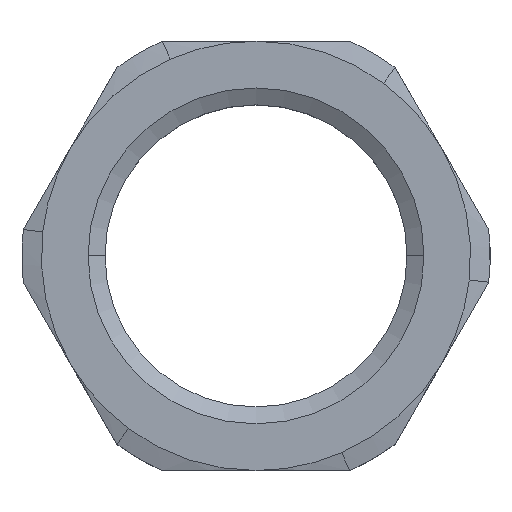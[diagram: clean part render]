
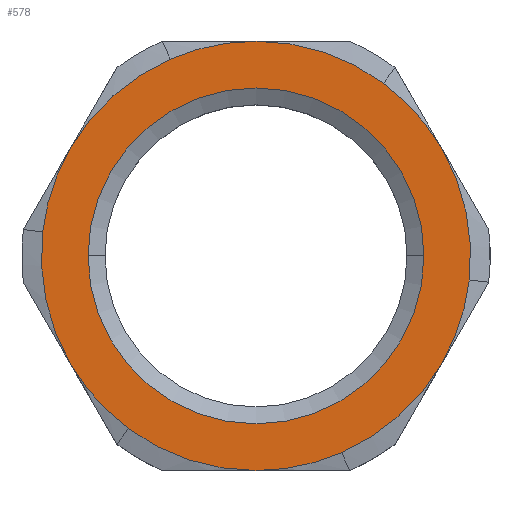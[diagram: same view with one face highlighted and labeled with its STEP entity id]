
A CAD part, top view. The second image highlights one B-rep face of the part: STEP entity #578.
In plain terms, the highlighted planar face has unit normal (0, 0, 1).
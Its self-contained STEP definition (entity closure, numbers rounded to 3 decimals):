
#3 = VERTEX_POINT ( 'NONE', #596 ) ;
#35 = VERTEX_POINT ( 'NONE', #1300 ) ;
#39 = DIRECTION ( 'NONE',  ( 0., 0., -1. ) ) ;
#47 = CARTESIAN_POINT ( 'NONE',  ( 0., 0., 5.7 ) ) ;
#77 = CARTESIAN_POINT ( 'NONE',  ( 6.534, 8.849, 5.7 ) ) ;
#81 = EDGE_CURVE ( 'NONE', #985, #35, #129, .T. ) ;
#84 = DIRECTION ( 'NONE',  ( 0., 0., -1. ) ) ;
#87 = DIRECTION ( 'NONE',  ( 0.994, -0.112, 0. ) ) ;
#88 = EDGE_LOOP ( 'NONE', ( #354, #1109, #438, #477, #390, #1212, #119, #435, #1216, #527, #1359, #1331 ) ) ;
#91 = CIRCLE ( 'NONE', #841, 11. ) ;
#95 = CARTESIAN_POINT ( 'NONE',  ( 0., 0., 5.7 ) ) ;
#101 = DIRECTION ( 'NONE',  ( 0.994, -0.112, 0. ) ) ;
#107 = DIRECTION ( 'NONE',  ( 0., 0., -1. ) ) ;
#119 = ORIENTED_EDGE ( 'NONE', *, *, #81, .F. ) ;
#124 = DIRECTION ( 'NONE',  ( 0.4, -0.917, 0. ) ) ;
#129 = CIRCLE ( 'NONE', #968, 11. ) ;
#145 = PLANE ( 'NONE',  #972 ) ;
#148 = DIRECTION ( 'NONE',  ( 0., 0., -1. ) ) ;
#186 = DIRECTION ( 'NONE',  ( 0.594, 0.804, 0. ) ) ;
#202 = CARTESIAN_POINT ( 'NONE',  ( 0., 0., 5.7 ) ) ;
#209 = CARTESIAN_POINT ( 'NONE',  ( 0., 0., 5.7 ) ) ;
#219 = CARTESIAN_POINT ( 'NONE',  ( 0., 0., 5.7 ) ) ;
#231 = AXIS2_PLACEMENT_3D ( 'NONE', #564, #107, #1132 ) ;
#233 = DIRECTION ( 'NONE',  ( 0., 0., -1. ) ) ;
#237 = CARTESIAN_POINT ( 'NONE',  ( 0., 0., 5.7 ) ) ;
#246 = VERTEX_POINT ( 'NONE', #1106 ) ;
#299 = AXIS2_PLACEMENT_3D ( 'NONE', #1096, #868, #783 ) ;
#301 = EDGE_CURVE ( 'NONE', #3, #246, #1349, .T. ) ;
#354 = ORIENTED_EDGE ( 'NONE', *, *, #1208, .F. ) ;
#383 = FACE_BOUND ( 'NONE', #864, .T. ) ;
#390 = ORIENTED_EDGE ( 'NONE', *, *, #1422, .F. ) ;
#391 = EDGE_CURVE ( 'NONE', #35, #1364, #1305, .T. ) ;
#416 = DIRECTION ( 'NONE',  ( -1., 0., 0. ) ) ;
#435 = ORIENTED_EDGE ( 'NONE', *, *, #450, .F. ) ;
#438 = ORIENTED_EDGE ( 'NONE', *, *, #717, .F. ) ;
#443 = CIRCLE ( 'NONE', #1272, 11. ) ;
#447 = AXIS2_PLACEMENT_3D ( 'NONE', #219, #673, #1013 ) ;
#450 = EDGE_CURVE ( 'NONE', #651, #985, #443, .T. ) ;
#462 = CIRCLE ( 'NONE', #919, 11. ) ;
#477 = ORIENTED_EDGE ( 'NONE', *, *, #1145, .F. ) ;
#490 = CIRCLE ( 'NONE', #1322, 11. ) ;
#496 = DIRECTION ( 'NONE',  ( 0., 0., -1. ) ) ;
#520 = CARTESIAN_POINT ( 'NONE',  ( 9.526, 5.5, 5.7 ) ) ;
#527 = ORIENTED_EDGE ( 'NONE', *, *, #301, .F. ) ;
#528 = CARTESIAN_POINT ( 'NONE',  ( 0., 0., 5.7 ) ) ;
#530 = VERTEX_POINT ( 'NONE', #542 ) ;
#533 = CARTESIAN_POINT ( 'NONE',  ( 0., 0., 5.7 ) ) ;
#542 = CARTESIAN_POINT ( 'NONE',  ( 10.931, -1.234, 5.7 ) ) ;
#559 = DIRECTION ( 'NONE',  ( 0., 0., -1. ) ) ;
#564 = CARTESIAN_POINT ( 'NONE',  ( 0., 0., 5.7 ) ) ;
#567 = CIRCLE ( 'NONE', #701, 8.606 ) ;
#576 = CARTESIAN_POINT ( 'NONE',  ( 0., 11., 5.7 ) ) ;
#578 = ADVANCED_FACE ( 'NONE', ( #383, #827 ), #145, .T. ) ;
#580 = DIRECTION ( 'NONE',  ( 0.594, 0.804, 0. ) ) ;
#593 = CARTESIAN_POINT ( 'NONE',  ( -9.526, 5.5, 5.7 ) ) ;
#594 = CARTESIAN_POINT ( 'NONE',  ( 0., 0., 5.7 ) ) ;
#596 = CARTESIAN_POINT ( 'NONE',  ( -6.534, -8.849, 5.7 ) ) ;
#607 = CIRCLE ( 'NONE', #1176, 11. ) ;
#617 = EDGE_CURVE ( 'NONE', #800, #3, #1332, .T. ) ;
#651 = VERTEX_POINT ( 'NONE', #735 ) ;
#670 = AXIS2_PLACEMENT_3D ( 'NONE', #1171, #148, #1086 ) ;
#673 = DIRECTION ( 'NONE',  ( 0., 0., -1. ) ) ;
#679 = VERTEX_POINT ( 'NONE', #1413 ) ;
#691 = AXIS2_PLACEMENT_3D ( 'NONE', #47, #496, #708 ) ;
#694 = VERTEX_POINT ( 'NONE', #520 ) ;
#701 = AXIS2_PLACEMENT_3D ( 'NONE', #528, #1435, #416 ) ;
#708 = DIRECTION ( 'NONE',  ( -0.594, -0.804, 0. ) ) ;
#717 = EDGE_CURVE ( 'NONE', #694, #530, #1028, .T. ) ;
#735 = CARTESIAN_POINT ( 'NONE',  ( -10.931, 1.234, 5.7 ) ) ;
#747 = DIRECTION ( 'NONE',  ( 0.4, -0.917, 0. ) ) ;
#760 = CARTESIAN_POINT ( 'NONE',  ( 0., -11., 5.7 ) ) ;
#783 = DIRECTION ( 'NONE',  ( -1., 0., 0. ) ) ;
#787 = ORIENTED_EDGE ( 'NONE', *, *, #1243, .F. ) ;
#799 = EDGE_CURVE ( 'NONE', #679, #962, #1361, .T. ) ;
#800 = VERTEX_POINT ( 'NONE', #760 ) ;
#804 = AXIS2_PLACEMENT_3D ( 'NONE', #202, #1088, #747 ) ;
#827 = FACE_OUTER_BOUND ( 'NONE', #88, .T. ) ;
#841 = AXIS2_PLACEMENT_3D ( 'NONE', #1248, #233, #124 ) ;
#851 = DIRECTION ( 'NONE',  ( 0., 0., -1. ) ) ;
#864 = EDGE_LOOP ( 'NONE', ( #903, #787 ) ) ;
#868 = DIRECTION ( 'NONE',  ( 0., 0., 1. ) ) ;
#874 = CIRCLE ( 'NONE', #804, 11. ) ;
#903 = ORIENTED_EDGE ( 'NONE', *, *, #799, .F. ) ;
#919 = AXIS2_PLACEMENT_3D ( 'NONE', #237, #559, #580 ) ;
#943 = DIRECTION ( 'NONE',  ( 0., 0., 1. ) ) ;
#946 = CIRCLE ( 'NONE', #231, 11. ) ;
#962 = VERTEX_POINT ( 'NONE', #1130 ) ;
#966 = VERTEX_POINT ( 'NONE', #1294 ) ;
#968 = AXIS2_PLACEMENT_3D ( 'NONE', #1265, #39, #1283 ) ;
#972 = AXIS2_PLACEMENT_3D ( 'NONE', #594, #943, #1378 ) ;
#976 = DIRECTION ( 'NONE',  ( -0.994, 0.112, 0. ) ) ;
#985 = VERTEX_POINT ( 'NONE', #593 ) ;
#1013 = DIRECTION ( 'NONE',  ( -0.594, -0.804, 0. ) ) ;
#1028 = CIRCLE ( 'NONE', #1396, 11. ) ;
#1086 = DIRECTION ( 'NONE',  ( -0.4, 0.917, 0. ) ) ;
#1088 = DIRECTION ( 'NONE',  ( 0., 0., -1. ) ) ;
#1096 = CARTESIAN_POINT ( 'NONE',  ( 0., 0., 5.7 ) ) ;
#1106 = CARTESIAN_POINT ( 'NONE',  ( -9.526, -5.5, 5.7 ) ) ;
#1109 = ORIENTED_EDGE ( 'NONE', *, *, #1299, .F. ) ;
#1118 = DIRECTION ( 'NONE',  ( 0., 0., -1. ) ) ;
#1130 = CARTESIAN_POINT ( 'NONE',  ( 8.607, 0., 5.7 ) ) ;
#1131 = VERTEX_POINT ( 'NONE', #1287 ) ;
#1132 = DIRECTION ( 'NONE',  ( -0.994, 0.112, 0. ) ) ;
#1145 = EDGE_CURVE ( 'NONE', #1194, #694, #607, .T. ) ;
#1171 = CARTESIAN_POINT ( 'NONE',  ( 0., 0., 5.7 ) ) ;
#1176 = AXIS2_PLACEMENT_3D ( 'NONE', #1205, #851, #186 ) ;
#1194 = VERTEX_POINT ( 'NONE', #77 ) ;
#1196 = DIRECTION ( 'NONE',  ( 0., 0., -1. ) ) ;
#1205 = CARTESIAN_POINT ( 'NONE',  ( 0., 0., 5.7 ) ) ;
#1208 = EDGE_CURVE ( 'NONE', #966, #1131, #874, .T. ) ;
#1212 = ORIENTED_EDGE ( 'NONE', *, *, #391, .F. ) ;
#1216 = ORIENTED_EDGE ( 'NONE', *, *, #1399, .F. ) ;
#1243 = EDGE_CURVE ( 'NONE', #962, #679, #567, .T. ) ;
#1248 = CARTESIAN_POINT ( 'NONE',  ( 0., 0., 5.7 ) ) ;
#1265 = CARTESIAN_POINT ( 'NONE',  ( 0., 0., 5.7 ) ) ;
#1272 = AXIS2_PLACEMENT_3D ( 'NONE', #533, #84, #976 ) ;
#1283 = DIRECTION ( 'NONE',  ( -0.4, 0.917, 0. ) ) ;
#1287 = CARTESIAN_POINT ( 'NONE',  ( 4.396, -10.083, 5.7 ) ) ;
#1294 = CARTESIAN_POINT ( 'NONE',  ( 9.526, -5.5, 5.7 ) ) ;
#1299 = EDGE_CURVE ( 'NONE', #530, #966, #490, .T. ) ;
#1300 = CARTESIAN_POINT ( 'NONE',  ( -4.396, 10.083, 5.7 ) ) ;
#1305 = CIRCLE ( 'NONE', #670, 11. ) ;
#1322 = AXIS2_PLACEMENT_3D ( 'NONE', #209, #1118, #101 ) ;
#1331 = ORIENTED_EDGE ( 'NONE', *, *, #1436, .F. ) ;
#1332 = CIRCLE ( 'NONE', #691, 11. ) ;
#1349 = CIRCLE ( 'NONE', #447, 11. ) ;
#1359 = ORIENTED_EDGE ( 'NONE', *, *, #617, .F. ) ;
#1361 = CIRCLE ( 'NONE', #299, 8.606 ) ;
#1364 = VERTEX_POINT ( 'NONE', #576 ) ;
#1378 = DIRECTION ( 'NONE',  ( 1., 0., 0. ) ) ;
#1396 = AXIS2_PLACEMENT_3D ( 'NONE', #95, #1196, #87 ) ;
#1399 = EDGE_CURVE ( 'NONE', #246, #651, #946, .T. ) ;
#1413 = CARTESIAN_POINT ( 'NONE',  ( -8.607, 0., 5.7 ) ) ;
#1422 = EDGE_CURVE ( 'NONE', #1364, #1194, #462, .T. ) ;
#1435 = DIRECTION ( 'NONE',  ( 0., 0., 1. ) ) ;
#1436 = EDGE_CURVE ( 'NONE', #1131, #800, #91, .T. ) ;
